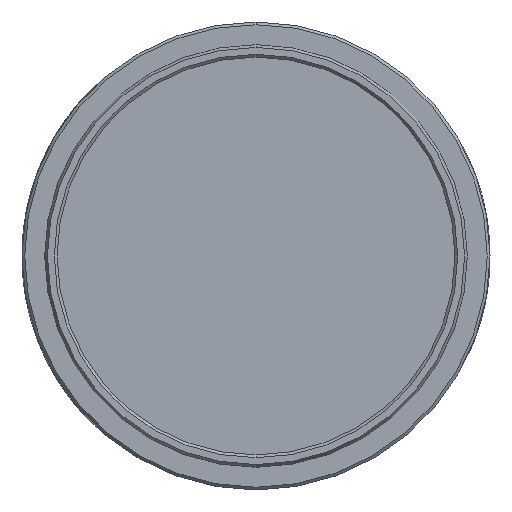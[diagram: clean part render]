
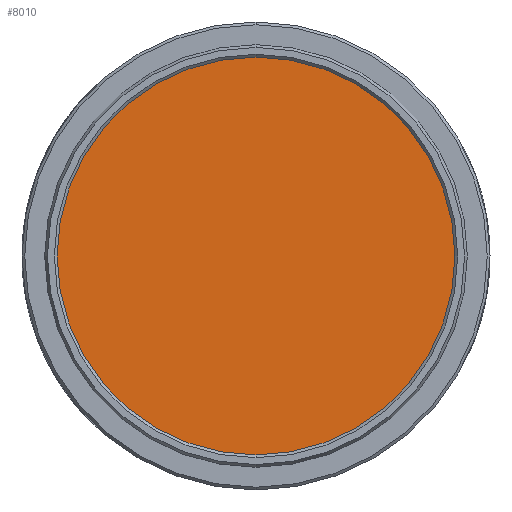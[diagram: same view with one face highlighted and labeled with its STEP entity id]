
A CAD part, left-side view. The second image highlights one B-rep face of the part: STEP entity #8010.
In plain terms, the highlighted planar face has unit normal (-1, 0, 0).
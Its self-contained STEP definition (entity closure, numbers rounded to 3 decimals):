
#961 = CARTESIAN_POINT ( 'NONE',  ( 8.314, 20.481, 55.162 ) ) ;
#1161 = CARTESIAN_POINT ( 'NONE',  ( 8.314, 20.481, 17.462 ) ) ;
#1582 = AXIS2_PLACEMENT_3D ( 'NONE', #2490, #12045, #3901 ) ;
#2490 = CARTESIAN_POINT ( 'NONE',  ( 8.314, 20.481, 36.312 ) ) ;
#3861 = EDGE_CURVE ( 'NONE', #15326, #3964, #10363, .T. ) ;
#3901 = DIRECTION ( 'NONE',  ( 0., 0., -1. ) ) ;
#3964 = VERTEX_POINT ( 'NONE', #1161 ) ;
#4931 = DIRECTION ( 'NONE',  ( 1., 0., 0. ) ) ;
#4991 = PLANE ( 'NONE',  #13795 ) ;
#6555 = DIRECTION ( 'NONE',  ( 0., 0., -1. ) ) ;
#6872 = AXIS2_PLACEMENT_3D ( 'NONE', #7470, #12669, #6555 ) ;
#7029 = CIRCLE ( 'NONE', #1582, 18.85 ) ;
#7121 = ORIENTED_EDGE ( 'NONE', *, *, #3861, .T. ) ;
#7470 = CARTESIAN_POINT ( 'NONE',  ( 8.314, 20.481, 36.312 ) ) ;
#8010 = ADVANCED_FACE ( 'NONE', ( #8812 ), #4991, .F. ) ;
#8812 = FACE_OUTER_BOUND ( 'NONE', #15828, .T. ) ;
#10363 = CIRCLE ( 'NONE', #6872, 18.85 ) ;
#11950 = EDGE_CURVE ( 'NONE', #3964, #15326, #7029, .T. ) ;
#12045 = DIRECTION ( 'NONE',  ( -1., 0., 0. ) ) ;
#12669 = DIRECTION ( 'NONE',  ( -1., 0., 0. ) ) ;
#12970 = CARTESIAN_POINT ( 'NONE',  ( 8.314, 20.481, 36.312 ) ) ;
#13791 = ORIENTED_EDGE ( 'NONE', *, *, #11950, .T. ) ;
#13795 = AXIS2_PLACEMENT_3D ( 'NONE', #12970, #4931, #17265 ) ;
#15326 = VERTEX_POINT ( 'NONE', #961 ) ;
#15828 = EDGE_LOOP ( 'NONE', ( #13791, #7121 ) ) ;
#17265 = DIRECTION ( 'NONE',  ( 0., 0., -1. ) ) ;
